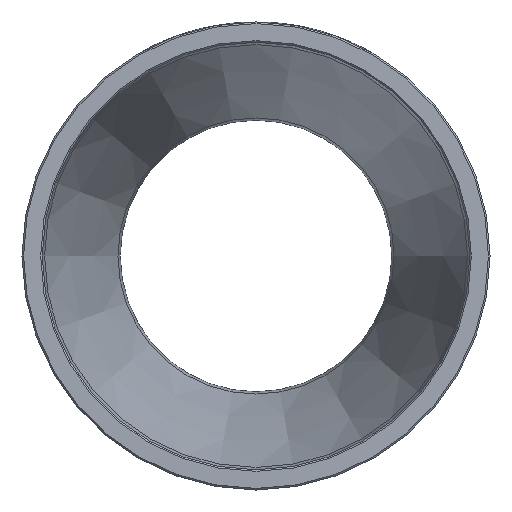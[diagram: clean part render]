
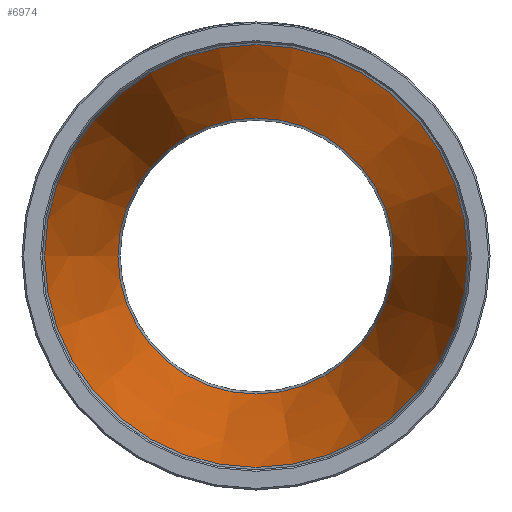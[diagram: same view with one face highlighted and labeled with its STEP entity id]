
A CAD part, left-side view. The second image highlights one B-rep face of the part: STEP entity #6974.
In plain terms, the highlighted conical face has half-angle 14.036 degrees and reference radius 14.224 mm.
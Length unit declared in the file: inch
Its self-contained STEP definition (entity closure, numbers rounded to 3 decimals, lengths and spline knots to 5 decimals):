
#13=CONICAL_SURFACE('',#7365,0.56,14.036);
#94=FACE_BOUND('',#1253,.T.);
#822=FACE_OUTER_BOUND('',#1252,.T.);
#1252=EDGE_LOOP('',(#6521));
#1253=EDGE_LOOP('',(#6522));
#1792=CIRCLE('',#7364,0.67754);
#1793=CIRCLE('',#7366,0.44246);
#3428=VERTEX_POINT('',#15592);
#3429=VERTEX_POINT('',#15595);
#4461=EDGE_CURVE('',#3428,#3428,#1792,.T.);
#4462=EDGE_CURVE('',#3429,#3429,#1793,.T.);
#6521=ORIENTED_EDGE('',*,*,#4462,.F.);
#6522=ORIENTED_EDGE('',*,*,#4461,.F.);
#6974=ADVANCED_FACE('',(#822,#94),#13,.F.);
#7364=AXIS2_PLACEMENT_3D('',#15593,#8610,#8611);
#7365=AXIS2_PLACEMENT_3D('',#15594,#8612,#8613);
#7366=AXIS2_PLACEMENT_3D('',#15596,#8614,#8615);
#8610=DIRECTION('center_axis',(1.,0.,0.));
#8611=DIRECTION('ref_axis',(0.,-1.,0.));
#8612=DIRECTION('center_axis',(-1.,0.,0.));
#8613=DIRECTION('ref_axis',(0.,1.,0.));
#8614=DIRECTION('center_axis',(-1.,0.,0.));
#8615=DIRECTION('ref_axis',(0.,-1.,0.));
#15592=CARTESIAN_POINT('',(0.40486,0.67754,0.));
#15593=CARTESIAN_POINT('Origin',(0.40486,0.,0.));
#15594=CARTESIAN_POINT('Origin',(0.875,0.,0.));
#15595=CARTESIAN_POINT('',(1.34514,0.44246,0.));
#15596=CARTESIAN_POINT('Origin',(1.34514,0.,0.));
